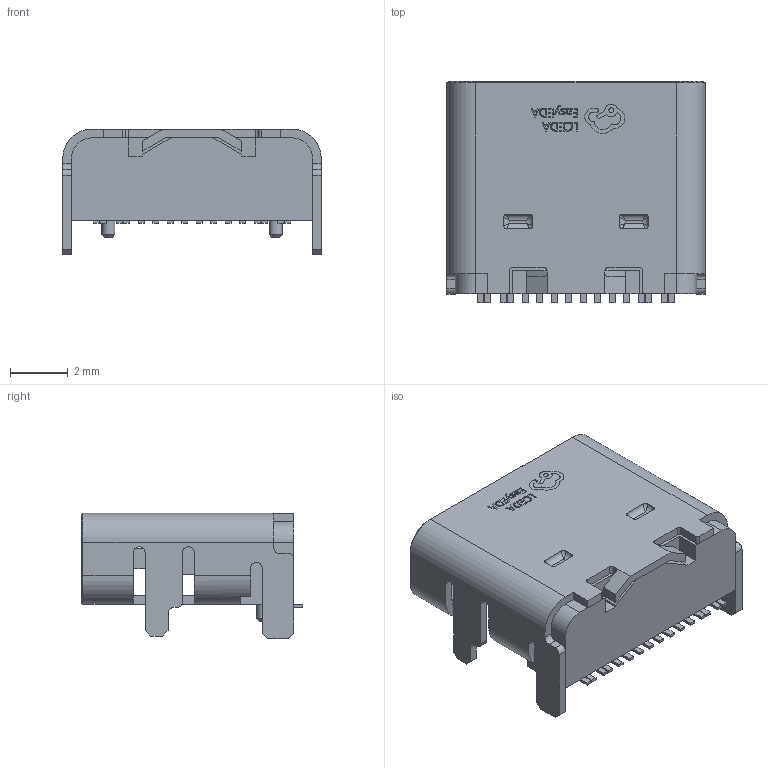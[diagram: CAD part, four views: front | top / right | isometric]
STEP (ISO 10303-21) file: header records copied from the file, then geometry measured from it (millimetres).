
FILE_DESCRIPTION (( 'STEP AP214' ), '1' );
FILE_NAME ('USB-SMD_TYPE-C16PIN-1.step', '2022-07-15T09:47:17', ( '' ), ( '' ), 'SwSTEP 2.0', 'SolidWorks 2020', '' );
FILE_SCHEMA (( 'AUTOMOTIVE_DESIGN' ));
Length unit declared in the file: millimetre
Products named in the file (1): USB-SMD_TYPE-C16PIN-1
Bounding box: 8.94 x 7.65 x 4.35 mm (x, y, z)
Volume: 112.8 mm3; surface area: 522.8 mm2
Topology: 42 solids, 42 shells, 835 faces, 2126 edges, 1368 vertices
Faces by surface type: plane 611, bspline 128, cylinder 84, cone 12
Entity records: 35754 total; most frequent: CARTESIAN_POINT 6900, ORIENTED_EDGE 4220, DIRECTION 3420, EDGE_CURVE 2110, VECTOR 1684, LINE 1684, VERTEX_POINT 1368, UNCERTAINTY_MEASURE_WITH_UNIT 877
